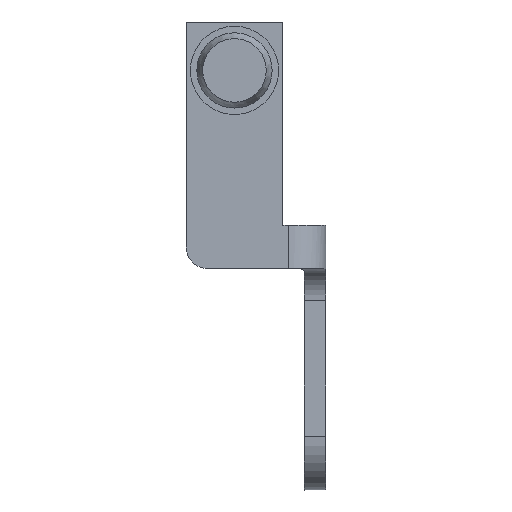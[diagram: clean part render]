
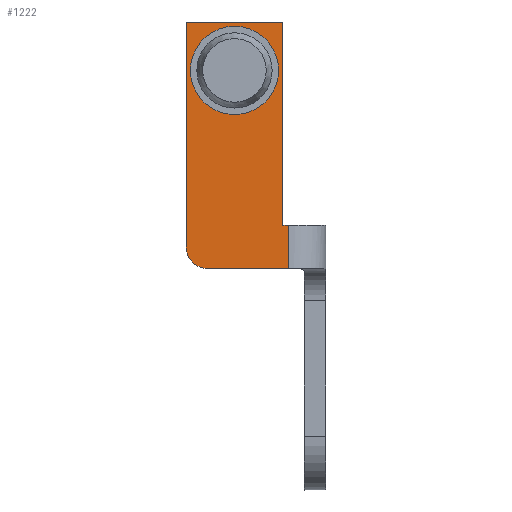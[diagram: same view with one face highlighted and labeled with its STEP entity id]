
A CAD part, left-side view. The second image highlights one B-rep face of the part: STEP entity #1222.
In plain terms, the highlighted planar face has unit normal (-1, 0, 0).
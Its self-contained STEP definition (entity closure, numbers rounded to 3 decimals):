
#1222=ADVANCED_FACE('',(#1596,#1597),#1361,.T.);
#1361=PLANE('',#4168);
#1517=CIRCLE('',#4159,2.);
#1520=CIRCLE('',#4167,4.1);
#1596=FACE_BOUND('',#1716,.T.);
#1597=FACE_BOUND('',#1717,.T.);
#1716=EDGE_LOOP('',(#2147));
#1717=EDGE_LOOP('',(#2148,#2149,#2150,#2151,#2152,#2153,#2154));
#2147=ORIENTED_EDGE('',*,*,#3084,.F.);
#2148=ORIENTED_EDGE('',*,*,#3083,.T.);
#2149=ORIENTED_EDGE('',*,*,#3082,.F.);
#2150=ORIENTED_EDGE('',*,*,#3068,.T.);
#2151=ORIENTED_EDGE('',*,*,#3071,.T.);
#2152=ORIENTED_EDGE('',*,*,#3073,.T.);
#2153=ORIENTED_EDGE('',*,*,#3075,.T.);
#2154=ORIENTED_EDGE('',*,*,#3078,.T.);
#2772=VERTEX_POINT('',#5529);
#2773=VERTEX_POINT('',#5530);
#2774=VERTEX_POINT('',#5535);
#2775=VERTEX_POINT('',#5539);
#2776=VERTEX_POINT('',#5543);
#2778=VERTEX_POINT('',#5548);
#2779=VERTEX_POINT('',#5558);
#2780=VERTEX_POINT('',#5564);
#3068=EDGE_CURVE('',#2772,#2773,#3403,.T.);
#3071=EDGE_CURVE('',#2773,#2774,#3406,.T.);
#3073=EDGE_CURVE('',#2774,#2775,#3408,.T.);
#3075=EDGE_CURVE('',#2775,#2776,#1517,.T.);
#3078=EDGE_CURVE('',#2776,#2778,#3411,.T.);
#3082=EDGE_CURVE('',#2772,#2779,#3413,.T.);
#3083=EDGE_CURVE('',#2778,#2779,#3414,.T.);
#3084=EDGE_CURVE('',#2780,#2780,#1520,.T.);
#3403=LINE('',#5528,#3705);
#3406=LINE('',#5534,#3708);
#3408=LINE('',#5538,#3710);
#3411=LINE('',#5549,#3713);
#3413=LINE('',#5559,#3715);
#3414=LINE('',#5561,#3716);
#3705=VECTOR('',#4589,1.);
#3708=VECTOR('',#4594,1.);
#3710=VECTOR('',#4598,1.);
#3713=VECTOR('',#4609,1.);
#3715=VECTOR('',#4617,1.);
#3716=VECTOR('',#4620,1.);
#4159=AXIS2_PLACEMENT_3D('',#5542,#4602,#4603);
#4167=AXIS2_PLACEMENT_3D('',#5563,#4623,#4624);
#4168=AXIS2_PLACEMENT_3D('',#5565,#4625,#4626);
#4589=DIRECTION('',(0.,0.,1.));
#4594=DIRECTION('',(0.,1.,0.));
#4598=DIRECTION('',(0.,0.,-1.));
#4602=DIRECTION('',(-1.,0.,0.));
#4603=DIRECTION('',(0.,1.,0.));
#4609=DIRECTION('',(0.,-1.,0.));
#4617=DIRECTION('',(0.,-1.,0.));
#4620=DIRECTION('',(0.,0.,1.));
#4623=DIRECTION('',(-1.,0.,0.));
#4624=DIRECTION('',(0.,0.,-1.));
#4625=DIRECTION('',(-1.,0.,0.));
#4626=DIRECTION('',(0.,0.,1.));
#5528=CARTESIAN_POINT('',(-25.,-4.5,-14.4));
#5529=CARTESIAN_POINT('',(-25.,-4.5,-14.4));
#5530=CARTESIAN_POINT('',(-25.,-4.5,4.5));
#5534=CARTESIAN_POINT('',(-25.,-4.5,4.5));
#5535=CARTESIAN_POINT('',(-25.,4.5,4.5));
#5538=CARTESIAN_POINT('',(-25.,4.5,4.5));
#5539=CARTESIAN_POINT('',(-25.,4.5,-16.4));
#5542=CARTESIAN_POINT('',(-25.,2.5,-16.4));
#5543=CARTESIAN_POINT('',(-25.,2.5,-18.4));
#5548=CARTESIAN_POINT('',(-25.,-5.,-18.4));
#5549=CARTESIAN_POINT('',(-25.,2.5,-18.4));
#5558=CARTESIAN_POINT('',(-25.,-5.,-14.4));
#5559=CARTESIAN_POINT('',(-25.,-4.5,-14.4));
#5561=CARTESIAN_POINT('',(-25.,-5.,-18.4));
#5563=CARTESIAN_POINT('',(-25.,0.,0.));
#5564=CARTESIAN_POINT('',(-25.,0.,-4.1));
#5565=CARTESIAN_POINT('',(-25.,-5.36,-19.073));
